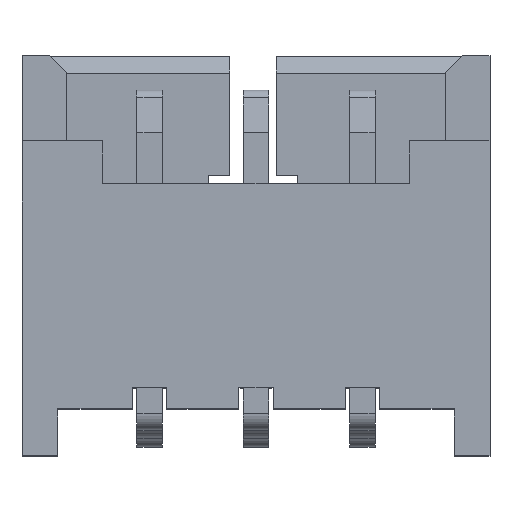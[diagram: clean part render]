
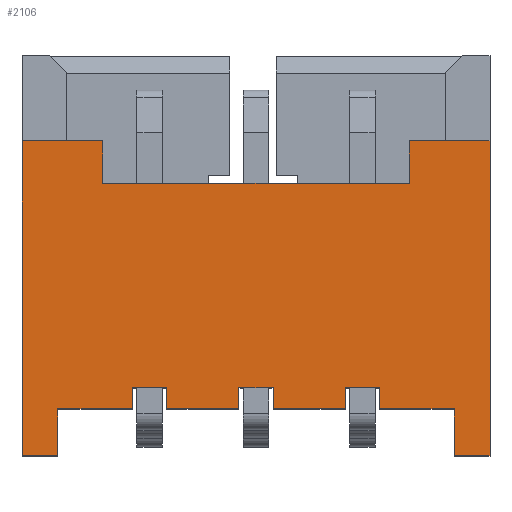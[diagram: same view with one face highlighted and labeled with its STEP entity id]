
A CAD part, top view. The second image highlights one B-rep face of the part: STEP entity #2106.
In plain terms, the highlighted planar face has unit normal (0, 0, 1).
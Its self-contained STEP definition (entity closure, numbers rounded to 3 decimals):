
#9=DIRECTION('',(1.,0.,0.));
#10=VECTOR('',#9,0.42);
#11=CARTESIAN_POINT('',(-2.75,0.,1.75));
#12=LINE('',#11,#10);
#13=DIRECTION('',(1.,0.,0.));
#14=VECTOR('',#13,0.42);
#15=CARTESIAN_POINT('',(2.33,0.,1.75));
#16=LINE('',#15,#14);
#37=DIRECTION('',(0.,1.,0.));
#38=VECTOR('',#37,0.25);
#39=CARTESIAN_POINT('',(-1.05,0.55,1.75));
#40=LINE('',#39,#38);
#41=DIRECTION('',(-1.,0.,0.));
#42=VECTOR('',#41,0.4);
#43=CARTESIAN_POINT('',(-1.05,0.8,1.75));
#44=LINE('',#43,#42);
#45=DIRECTION('',(0.,-1.,0.));
#46=VECTOR('',#45,0.25);
#47=CARTESIAN_POINT('',(-1.45,0.8,1.75));
#48=LINE('',#47,#46);
#49=DIRECTION('',(-1.,0.,0.));
#50=VECTOR('',#49,0.88);
#51=CARTESIAN_POINT('',(-1.45,0.55,1.75));
#52=LINE('',#51,#50);
#53=DIRECTION('',(0.,1.,0.));
#54=VECTOR('',#53,0.55);
#55=CARTESIAN_POINT('',(-2.33,0.,1.75));
#56=LINE('',#55,#54);
#57=DIRECTION('',(0.,1.,0.));
#58=VECTOR('',#57,3.7);
#59=CARTESIAN_POINT('',(-2.75,0.,1.75));
#60=LINE('',#59,#58);
#61=DIRECTION('',(1.,0.,0.));
#62=VECTOR('',#61,0.95);
#63=CARTESIAN_POINT('',(-2.75,3.7,1.75));
#64=LINE('',#63,#62);
#65=DIRECTION('',(0.,-1.,0.));
#66=VECTOR('',#65,0.5);
#67=CARTESIAN_POINT('',(-1.8,3.7,1.75));
#68=LINE('',#67,#66);
#69=DIRECTION('',(1.,0.,0.));
#70=VECTOR('',#69,3.6);
#71=CARTESIAN_POINT('',(-1.8,3.2,1.75));
#72=LINE('',#71,#70);
#73=DIRECTION('',(0.,1.,0.));
#74=VECTOR('',#73,0.5);
#75=CARTESIAN_POINT('',(1.8,3.2,1.75));
#76=LINE('',#75,#74);
#77=DIRECTION('',(-1.,0.,0.));
#78=VECTOR('',#77,0.95);
#79=CARTESIAN_POINT('',(2.75,3.7,1.75));
#80=LINE('',#79,#78);
#81=DIRECTION('',(0.,1.,0.));
#82=VECTOR('',#81,0.55);
#83=CARTESIAN_POINT('',(2.33,0.,1.75));
#84=LINE('',#83,#82);
#85=DIRECTION('',(-1.,0.,0.));
#86=VECTOR('',#85,0.88);
#87=CARTESIAN_POINT('',(2.33,0.55,1.75));
#88=LINE('',#87,#86);
#89=DIRECTION('',(0.,1.,0.));
#90=VECTOR('',#89,0.25);
#91=CARTESIAN_POINT('',(1.45,0.55,1.75));
#92=LINE('',#91,#90);
#93=DIRECTION('',(-1.,0.,0.));
#94=VECTOR('',#93,0.4);
#95=CARTESIAN_POINT('',(1.45,0.8,1.75));
#96=LINE('',#95,#94);
#97=DIRECTION('',(0.,-1.,0.));
#98=VECTOR('',#97,0.25);
#99=CARTESIAN_POINT('',(1.05,0.8,1.75));
#100=LINE('',#99,#98);
#101=DIRECTION('',(-1.,0.,0.));
#102=VECTOR('',#101,0.85);
#103=CARTESIAN_POINT('',(1.05,0.55,1.75));
#104=LINE('',#103,#102);
#105=DIRECTION('',(0.,1.,0.));
#106=VECTOR('',#105,0.25);
#107=CARTESIAN_POINT('',(0.2,0.55,1.75));
#108=LINE('',#107,#106);
#109=DIRECTION('',(-1.,0.,0.));
#110=VECTOR('',#109,0.4);
#111=CARTESIAN_POINT('',(0.2,0.8,1.75));
#112=LINE('',#111,#110);
#113=DIRECTION('',(0.,-1.,0.));
#114=VECTOR('',#113,0.25);
#115=CARTESIAN_POINT('',(-0.2,0.8,1.75));
#116=LINE('',#115,#114);
#117=DIRECTION('',(-1.,0.,0.));
#118=VECTOR('',#117,0.85);
#119=CARTESIAN_POINT('',(-0.2,0.55,1.75));
#120=LINE('',#119,#118);
#1201=DIRECTION('',(0.,1.,0.));
#1202=VECTOR('',#1201,3.7);
#1203=CARTESIAN_POINT('',(2.75,0.,1.75));
#1204=LINE('',#1203,#1202);
#1528=CARTESIAN_POINT('',(-2.75,0.,1.75));
#1530=VERTEX_POINT('',#1528);
#1531=CARTESIAN_POINT('',(2.75,0.,1.75));
#1533=VERTEX_POINT('',#1531);
#1579=CARTESIAN_POINT('',(-2.75,3.7,1.75));
#1580=VERTEX_POINT('',#1579);
#1581=CARTESIAN_POINT('',(-1.8,3.7,1.75));
#1582=VERTEX_POINT('',#1581);
#1583=CARTESIAN_POINT('',(-1.8,3.2,1.75));
#1584=VERTEX_POINT('',#1583);
#1585=CARTESIAN_POINT('',(1.8,3.2,1.75));
#1586=VERTEX_POINT('',#1585);
#1587=CARTESIAN_POINT('',(1.8,3.7,1.75));
#1588=VERTEX_POINT('',#1587);
#1589=CARTESIAN_POINT('',(2.75,3.7,1.75));
#1590=VERTEX_POINT('',#1589);
#1607=CARTESIAN_POINT('',(-2.33,0.,1.75));
#1608=CARTESIAN_POINT('',(-2.33,0.55,1.75));
#1609=VERTEX_POINT('',#1607);
#1610=VERTEX_POINT('',#1608);
#1611=CARTESIAN_POINT('',(2.33,0.,1.75));
#1612=CARTESIAN_POINT('',(2.33,0.55,1.75));
#1613=VERTEX_POINT('',#1611);
#1614=VERTEX_POINT('',#1612);
#1619=CARTESIAN_POINT('',(1.45,0.55,1.75));
#1620=CARTESIAN_POINT('',(1.45,0.8,1.75));
#1621=VERTEX_POINT('',#1619);
#1622=VERTEX_POINT('',#1620);
#1623=CARTESIAN_POINT('',(1.05,0.8,1.75));
#1624=VERTEX_POINT('',#1623);
#1625=CARTESIAN_POINT('',(1.05,0.55,1.75));
#1626=VERTEX_POINT('',#1625);
#1635=CARTESIAN_POINT('',(0.2,0.55,1.75));
#1636=CARTESIAN_POINT('',(0.2,0.8,1.75));
#1637=VERTEX_POINT('',#1635);
#1638=VERTEX_POINT('',#1636);
#1639=CARTESIAN_POINT('',(-0.2,0.8,1.75));
#1640=VERTEX_POINT('',#1639);
#1641=CARTESIAN_POINT('',(-0.2,0.55,1.75));
#1642=VERTEX_POINT('',#1641);
#1643=CARTESIAN_POINT('',(-1.05,0.55,1.75));
#1644=CARTESIAN_POINT('',(-1.05,0.8,1.75));
#1645=VERTEX_POINT('',#1643);
#1646=VERTEX_POINT('',#1644);
#1647=CARTESIAN_POINT('',(-1.45,0.8,1.75));
#1648=VERTEX_POINT('',#1647);
#1649=CARTESIAN_POINT('',(-1.45,0.55,1.75));
#1650=VERTEX_POINT('',#1649);
#2054=CARTESIAN_POINT('',(-2.75,0.,1.75));
#2055=DIRECTION('',(0.,0.,1.));
#2056=DIRECTION('',(1.,0.,0.));
#2057=AXIS2_PLACEMENT_3D('',#2054,#2055,#2056);
#2058=PLANE('',#2057);
#2060=ORIENTED_EDGE('',*,*,#2059,.T.);
#2062=ORIENTED_EDGE('',*,*,#2061,.T.);
#2064=ORIENTED_EDGE('',*,*,#2063,.T.);
#2066=ORIENTED_EDGE('',*,*,#2065,.T.);
#2067=ORIENTED_EDGE('',*,*,#2041,.F.);
#2068=ORIENTED_EDGE('',*,*,#2014,.F.);
#2070=ORIENTED_EDGE('',*,*,#2069,.T.);
#2072=ORIENTED_EDGE('',*,*,#2071,.T.);
#2074=ORIENTED_EDGE('',*,*,#2073,.T.);
#2076=ORIENTED_EDGE('',*,*,#2075,.T.);
#2078=ORIENTED_EDGE('',*,*,#2077,.T.);
#2080=ORIENTED_EDGE('',*,*,#2079,.F.);
#2082=ORIENTED_EDGE('',*,*,#2081,.F.);
#2083=ORIENTED_EDGE('',*,*,#2026,.F.);
#2085=ORIENTED_EDGE('',*,*,#2084,.T.);
#2087=ORIENTED_EDGE('',*,*,#2086,.T.);
#2089=ORIENTED_EDGE('',*,*,#2088,.T.);
#2091=ORIENTED_EDGE('',*,*,#2090,.T.);
#2093=ORIENTED_EDGE('',*,*,#2092,.T.);
#2095=ORIENTED_EDGE('',*,*,#2094,.T.);
#2097=ORIENTED_EDGE('',*,*,#2096,.T.);
#2099=ORIENTED_EDGE('',*,*,#2098,.T.);
#2101=ORIENTED_EDGE('',*,*,#2100,.T.);
#2103=ORIENTED_EDGE('',*,*,#2102,.T.);
#2104=EDGE_LOOP('',(#2060,#2062,#2064,#2066,#2067,#2068,#2070,#2072,#2074,#2076,
#2078,#2080,#2082,#2083,#2085,#2087,#2089,#2091,#2093,#2095,#2097,#2099,#2101,
#2103));
#2105=FACE_OUTER_BOUND('',#2104,.F.);
#2014=EDGE_CURVE('',#1530,#1609,#12,.T.);
#2026=EDGE_CURVE('',#1613,#1533,#16,.T.);
#2041=EDGE_CURVE('',#1609,#1610,#56,.T.);
#2059=EDGE_CURVE('',#1645,#1646,#40,.T.);
#2061=EDGE_CURVE('',#1646,#1648,#44,.T.);
#2063=EDGE_CURVE('',#1648,#1650,#48,.T.);
#2065=EDGE_CURVE('',#1650,#1610,#52,.T.);
#2069=EDGE_CURVE('',#1530,#1580,#60,.T.);
#2071=EDGE_CURVE('',#1580,#1582,#64,.T.);
#2073=EDGE_CURVE('',#1582,#1584,#68,.T.);
#2075=EDGE_CURVE('',#1584,#1586,#72,.T.);
#2077=EDGE_CURVE('',#1586,#1588,#76,.T.);
#2079=EDGE_CURVE('',#1590,#1588,#80,.T.);
#2081=EDGE_CURVE('',#1533,#1590,#1204,.T.);
#2084=EDGE_CURVE('',#1613,#1614,#84,.T.);
#2086=EDGE_CURVE('',#1614,#1621,#88,.T.);
#2088=EDGE_CURVE('',#1621,#1622,#92,.T.);
#2090=EDGE_CURVE('',#1622,#1624,#96,.T.);
#2092=EDGE_CURVE('',#1624,#1626,#100,.T.);
#2094=EDGE_CURVE('',#1626,#1637,#104,.T.);
#2096=EDGE_CURVE('',#1637,#1638,#108,.T.);
#2098=EDGE_CURVE('',#1638,#1640,#112,.T.);
#2100=EDGE_CURVE('',#1640,#1642,#116,.T.);
#2102=EDGE_CURVE('',#1642,#1645,#120,.T.);
#2106=ADVANCED_FACE('',(#2105),#2058,.T.);
